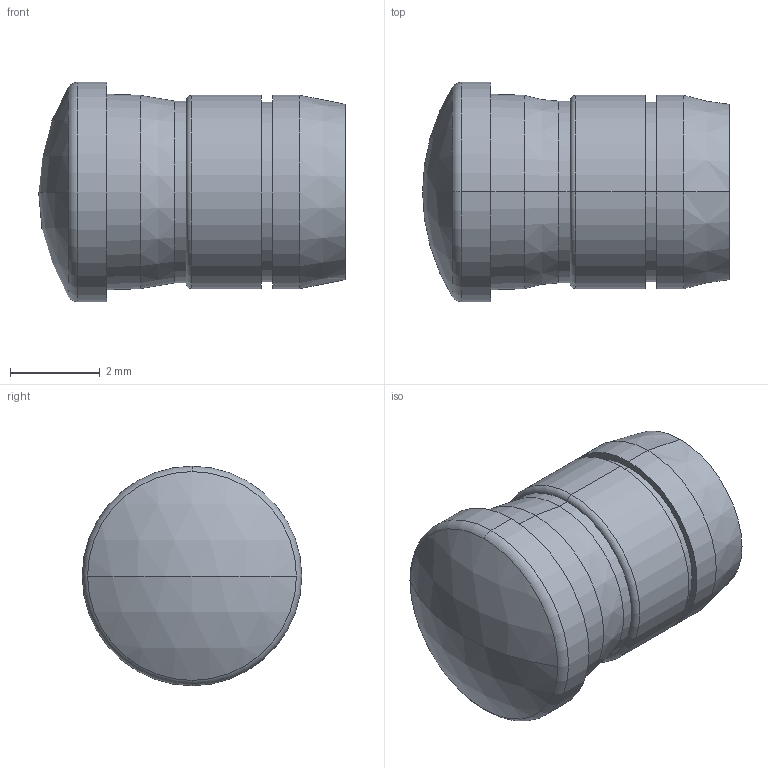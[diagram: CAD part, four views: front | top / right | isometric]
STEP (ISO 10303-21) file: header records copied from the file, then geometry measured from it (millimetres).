
FILE_DESCRIPTION (( 'STEP AP203' ), '1' );
FILE_NAME ('SMC 170 XXX.STEP', '2016-05-18T22:19:06', ( '' ), ( '' ), 'SwSTEP 2.0', 'SolidWorks 2014', '' );
FILE_SCHEMA (( 'CONFIG_CONTROL_DESIGN' ));
Length unit declared in the file: inch
Products named in the file (1): SMC 170 XXX
Bounding box: 6.85 x 4.9 x 4.9 mm (x, y, z)
Volume: 44.8 mm3; surface area: 189.8 mm2
Topology: 1 solids, 1 shells, 44 faces, 90 edges, 50 vertices
Faces by surface type: cone 22, cylinder 12, torus 4, plane 4, sphere 2
Entity records: 1217 total; most frequent: DIRECTION 232, CARTESIAN_POINT 183, ORIENTED_EDGE 176, AXIS2_PLACEMENT_3D 99, EDGE_CURVE 88, CIRCLE 54, VERTEX_POINT 50, EDGE_LOOP 48
